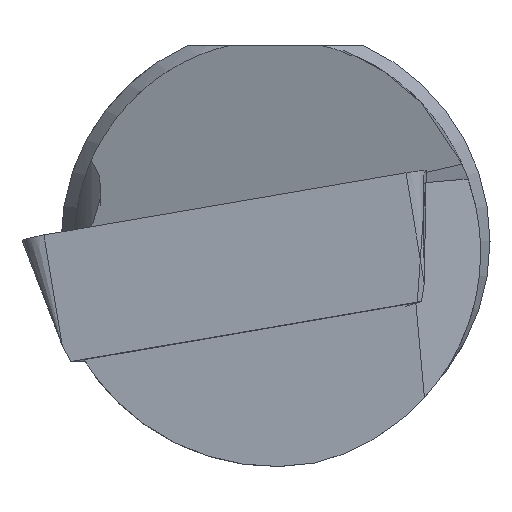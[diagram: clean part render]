
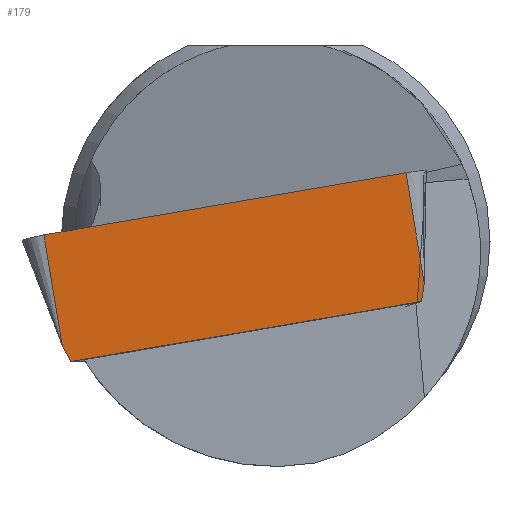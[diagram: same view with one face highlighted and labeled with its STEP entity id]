
A CAD part, left-side view. The second image highlights one B-rep face of the part: STEP entity #179.
In plain terms, the highlighted planar face has unit normal (-0.993, -0.068, -0.094).
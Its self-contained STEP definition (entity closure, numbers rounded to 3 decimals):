
#146=PLANE('',#723);
#179=ADVANCED_FACE('',(#219),#146,.T.);
#219=FACE_OUTER_BOUND('',#253,.T.);
#253=EDGE_LOOP('',(#500,#501,#502,#503,#504,#505));
#297=LINE('',#1177,#337);
#299=LINE('',#1181,#339);
#306=LINE('',#1197,#346);
#308=LINE('',#1201,#348);
#309=LINE('',#1205,#349);
#310=LINE('',#1206,#350);
#337=VECTOR('',#854,1.);
#339=VECTOR('',#858,1.);
#346=VECTOR('',#871,1.);
#348=VECTOR('',#875,1.);
#349=VECTOR('',#880,1.);
#350=VECTOR('',#881,1.);
#500=ORIENTED_EDGE('',*,*,#649,.F.);
#501=ORIENTED_EDGE('',*,*,#647,.T.);
#502=ORIENTED_EDGE('',*,*,#645,.T.);
#503=ORIENTED_EDGE('',*,*,#650,.T.);
#504=ORIENTED_EDGE('',*,*,#637,.F.);
#505=ORIENTED_EDGE('',*,*,#635,.F.);
#558=VERTEX_POINT('',#1174);
#559=VERTEX_POINT('',#1176);
#561=VERTEX_POINT('',#1182);
#566=VERTEX_POINT('',#1196);
#567=VERTEX_POINT('',#1198);
#568=VERTEX_POINT('',#1202);
#635=EDGE_CURVE('',#559,#558,#297,.T.);
#637=EDGE_CURVE('',#558,#561,#299,.T.);
#645=EDGE_CURVE('',#567,#566,#306,.T.);
#647=EDGE_CURVE('',#568,#567,#308,.T.);
#649=EDGE_CURVE('',#568,#559,#309,.T.);
#650=EDGE_CURVE('',#566,#561,#310,.T.);
#723=AXIS2_PLACEMENT_3D('',#1207,#882,#883);
#854=DIRECTION('',(0.104,-0.163,-0.981));
#858=DIRECTION('',(0.083,0.154,-0.985));
#871=DIRECTION('',(0.115,-0.464,-0.879));
#875=DIRECTION('',(0.104,-0.163,-0.981));
#880=DIRECTION('',(0.052,-0.984,0.169));
#881=DIRECTION('',(0.052,-0.984,0.169));
#882=DIRECTION('',(-0.993,-0.068,-0.094));
#883=DIRECTION('',(-0.052,0.984,-0.169));
#1174=CARTESIAN_POINT('',(-95.421,-4.085,43.938));
#1176=CARTESIAN_POINT('',(-95.639,-3.743,45.995));
#1177=CARTESIAN_POINT('',(-95.639,-3.743,45.995));
#1181=CARTESIAN_POINT('',(-95.407,-4.06,43.779));
#1182=CARTESIAN_POINT('',(-95.392,-4.031,43.598));
#1196=CARTESIAN_POINT('',(-95.735,2.506,42.476));
#1197=CARTESIAN_POINT('',(-95.756,2.591,42.637));
#1198=CARTESIAN_POINT('',(-95.775,2.666,42.779));
#1201=CARTESIAN_POINT('',(-95.993,3.008,44.836));
#1202=CARTESIAN_POINT('',(-95.993,3.008,44.836));
#1205=CARTESIAN_POINT('',(-95.639,-3.743,45.995));
#1206=CARTESIAN_POINT('',(-95.387,-4.138,43.616));
#1207=CARTESIAN_POINT('',(-95.639,-3.743,45.995));
